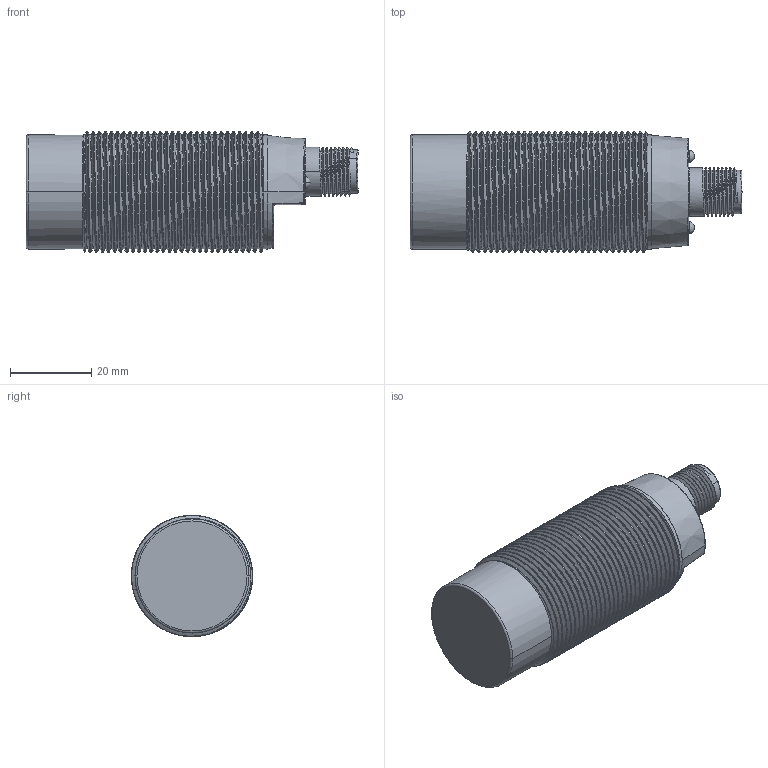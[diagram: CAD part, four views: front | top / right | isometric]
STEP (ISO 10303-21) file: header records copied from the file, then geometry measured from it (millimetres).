
FILE_DESCRIPTION((''),'2;1');
FILE_NAME('1MP6636_HOUSING-M30X62MM_1','2024-09-04T',('Parkey.Wang'),(''),'CREO PARAMETRIC BY PTC INC, 2015480','CREO PARAMETRIC BY PTC INC, 2015480','');
FILE_SCHEMA(('CONFIG_CONTROL_DESIGN'));
Products named in the file (1): 1MP6636_HOUSING-M30X62MM_1
Bounding box: 81.7 x 29.85 x 29.83 mm (x, y, z)
Volume: 42259.3 mm3; surface area: 11401.4 mm2
Topology: 1 solids, 5 shells, 333 faces, 914 edges, 597 vertices
Faces by surface type: cylinder 188, plane 50, bspline 48, cone 33, torus 8, sphere 6
Entity records: 64100 total; most frequent: CARTESIAN_POINT 56498, ORIENTED_EDGE 1820, DIRECTION 1226, EDGE_CURVE 910, VERTEX_POINT 597, AXIS2_PLACEMENT_3D 483, B_SPLINE_CURVE_WITH_KNOTS 452, EDGE_LOOP 351
